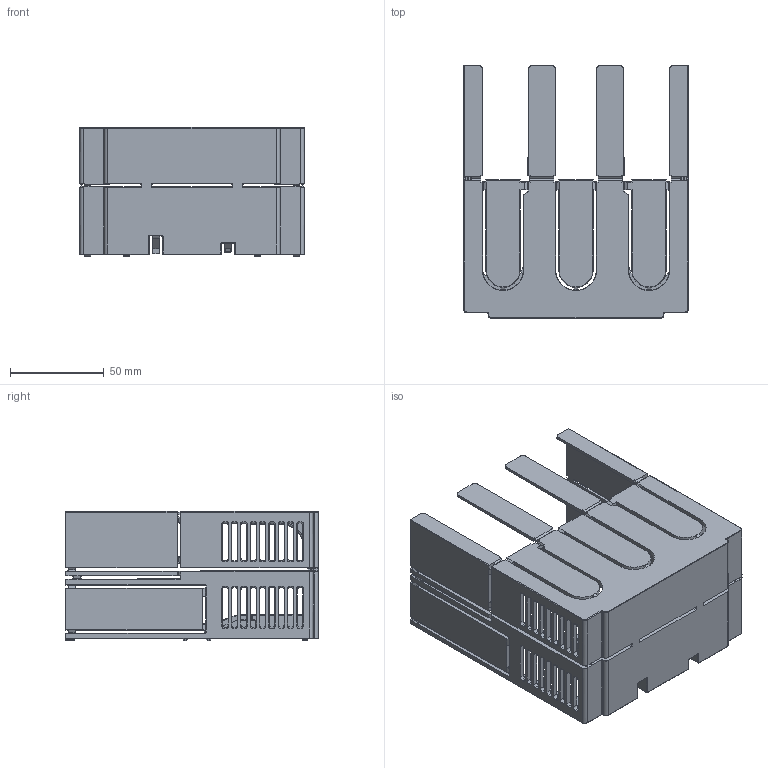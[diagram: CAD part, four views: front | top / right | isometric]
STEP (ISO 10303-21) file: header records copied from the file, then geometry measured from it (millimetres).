
FILE_DESCRIPTION((''),'2;1');
FILE_NAME('100-DTC180','2015-08-12T',('kleis'),('Rockwell Automation'),'PRO/ENGINEER BY PARAMETRIC TECHNOLOGY CORPORATION, 2012480','PRO/ENGINEER BY PARAMETRIC TECHNOLOGY CORPORATION, 2012480','');
FILE_SCHEMA(('CONFIG_CONTROL_DESIGN'));
Products named in the file (1): 100-DTC180
Bounding box: 120 x 135 x 69 mm (x, y, z)
Volume: 86137.1 mm3; surface area: 89962.3 mm2
Topology: 1 solids, 1 shells, 1564 faces, 4337 edges, 2755 vertices
Faces by surface type: plane 871, cylinder 518, bspline 66, sphere 57, torus 32, cone 20
Entity records: 54559 total; most frequent: CARTESIAN_POINT 16206, ORIENTED_EDGE 8672, DIRECTION 6845, EDGE_CURVE 4336, VECTOR 3029, LINE 3029, VERTEX_POINT 2755, AXIS2_PLACEMENT_3D 1908
